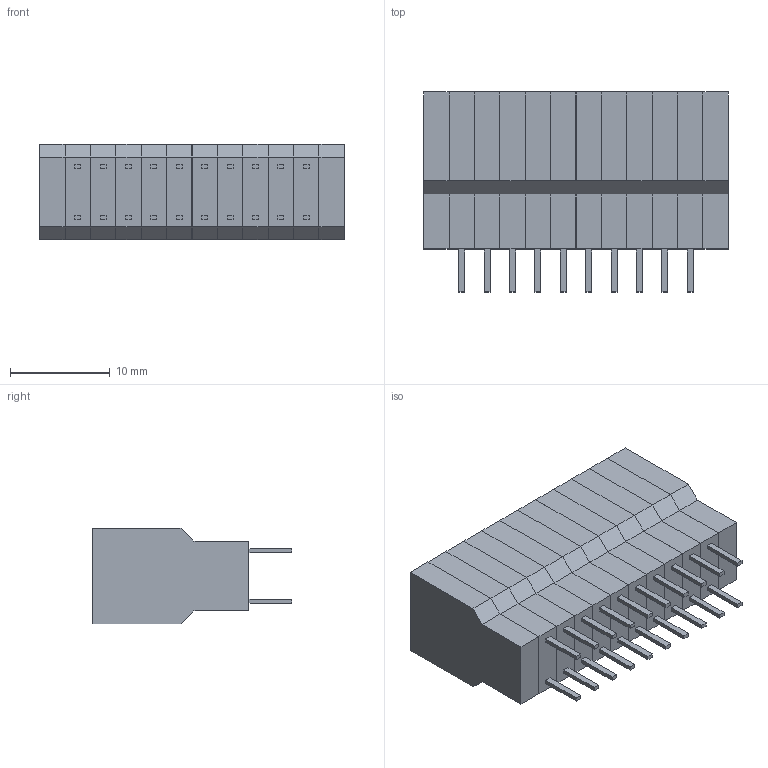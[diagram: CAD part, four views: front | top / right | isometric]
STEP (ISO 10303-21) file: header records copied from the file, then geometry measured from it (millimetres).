
FILE_DESCRIPTION (( 'STEP AP214' ), '1' );
FILE_NAME ('KLS1-603C-20.STEP', '2021-05-28T12:49:43', ( '' ), ( '' ), 'SwSTEP 2.0', 'SolidWorks 2020', '' );
FILE_SCHEMA (( 'AUTOMOTIVE_DESIGN' ));
Length unit declared in the file: millimetre
Products named in the file (1): KLS1-603C-20
Bounding box: 30.48 x 20 x 9.6 mm (x, y, z)
Volume: 3014.1 mm3; surface area: 7111.9 mm2
Topology: 52 solids, 52 shells, 720 faces, 1848 edges, 1232 vertices
Faces by surface type: plane 660, cylinder 60
Entity records: 27837 total; most frequent: CARTESIAN_POINT 3801, ORIENTED_EDGE 3696, DIRECTION 3410, EDGE_CURVE 1848, VECTOR 1728, LINE 1728, VERTEX_POINT 1232, AXIS2_PLACEMENT_3D 841
